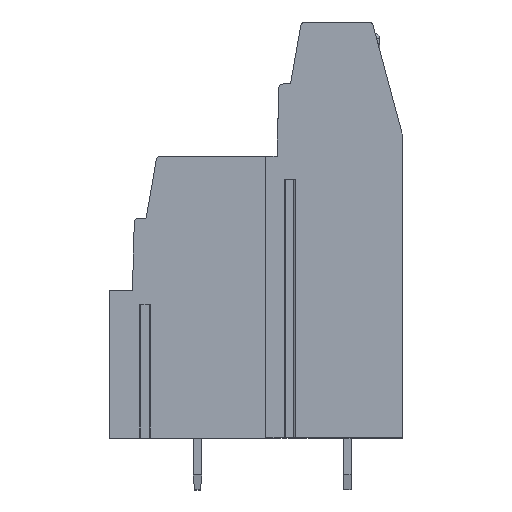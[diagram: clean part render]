
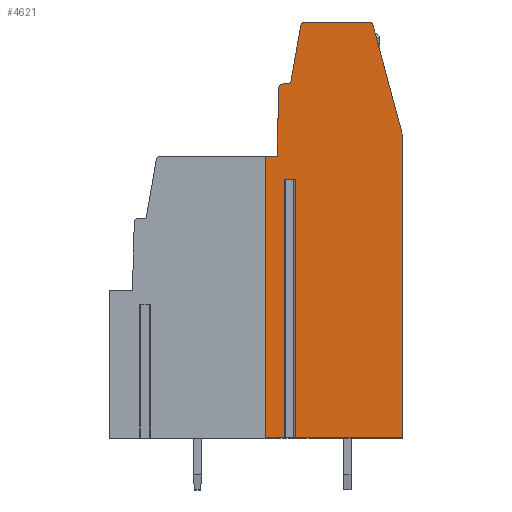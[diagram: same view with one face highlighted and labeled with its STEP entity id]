
A CAD part, top view. The second image highlights one B-rep face of the part: STEP entity #4621.
In plain terms, the highlighted planar face has unit normal (0, 0, 1).
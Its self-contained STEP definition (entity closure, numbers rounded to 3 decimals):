
#40=DIRECTION('',(-1.,0.,0.));
#41=VECTOR('',#40,0.743);
#42=CARTESIAN_POINT('',(1.908,2.65,12.7));
#43=LINE('',#42,#41);
#44=DIRECTION('',(0.,-1.,0.));
#45=VECTOR('',#44,17.55);
#46=CARTESIAN_POINT('',(1.165,2.65,12.7));
#47=LINE('',#46,#45);
#48=DIRECTION('',(1.,0.,0.));
#49=VECTOR('',#48,1.228);
#50=CARTESIAN_POINT('',(-0.063,-14.9,12.7));
#51=LINE('',#50,#49);
#52=DIRECTION('',(-1.,0.,0.));
#53=VECTOR('',#52,0.75);
#54=CARTESIAN_POINT('',(0.687,4.2,12.7));
#55=LINE('',#54,#53);
#56=DIRECTION('',(-0.026,-1.,0.));
#57=VECTOR('',#56,4.609);
#58=CARTESIAN_POINT('',(0.808,8.808,12.7));
#59=LINE('',#58,#57);
#60=CARTESIAN_POINT('',(1.108,8.8,12.7));
#61=DIRECTION('',(0.,0.,1.));
#62=DIRECTION('',(0.,1.,0.));
#63=AXIS2_PLACEMENT_3D('',#60,#61,#62);
#65=DIRECTION('',(-1.,0.,0.));
#66=VECTOR('',#65,0.497);
#67=CARTESIAN_POINT('',(1.605,9.1,12.7));
#68=LINE('',#67,#66);
#69=DIRECTION('',(-0.174,-0.985,0.));
#70=VECTOR('',#69,4.013);
#71=CARTESIAN_POINT('',(2.301,13.052,12.7));
#72=LINE('',#71,#70);
#73=CARTESIAN_POINT('',(2.597,13.,12.7));
#74=DIRECTION('',(0.,0.,1.));
#75=DIRECTION('',(0.,1.,0.));
#76=AXIS2_PLACEMENT_3D('',#73,#74,#75);
#78=DIRECTION('',(-1.,0.,0.));
#79=VECTOR('',#78,4.31);
#80=CARTESIAN_POINT('',(6.907,13.3,12.7));
#81=LINE('',#80,#79);
#82=CARTESIAN_POINT('',(6.907,13.,12.7));
#83=DIRECTION('',(0.,0.,1.));
#84=DIRECTION('',(0.966,0.259,0.));
#85=AXIS2_PLACEMENT_3D('',#82,#83,#84);
#87=CARTESIAN_POINT('',(8.187,5.518,12.7));
#88=DIRECTION('',(0.,0.,1.));
#89=DIRECTION('',(1.,0.,0.));
#90=AXIS2_PLACEMENT_3D('',#87,#88,#89);
#92=DIRECTION('',(0.,1.,0.));
#93=VECTOR('',#92,20.418);
#94=CARTESIAN_POINT('',(9.187,-14.9,12.7));
#95=LINE('',#94,#93);
#96=DIRECTION('',(1.,0.,0.));
#97=VECTOR('',#96,7.279);
#98=CARTESIAN_POINT('',(1.908,-14.9,12.7));
#99=LINE('',#98,#97);
#100=DIRECTION('',(0.,-1.,0.));
#101=VECTOR('',#100,17.55);
#102=CARTESIAN_POINT('',(1.908,2.65,12.7));
#103=LINE('',#102,#101);
#619=DIRECTION('',(-0.259,0.966,0.));
#620=VECTOR('',#619,7.558);
#621=CARTESIAN_POINT('',(9.153,5.777,12.7));
#622=LINE('',#621,#620);
#1684=DIRECTION('',(0.,-1.,0.));
#1685=VECTOR('',#1684,19.1);
#1686=CARTESIAN_POINT('',(-0.063,4.2,12.7));
#1687=LINE('',#1686,#1685);
#3612=CARTESIAN_POINT('',(9.187,-14.9,12.7));
#3613=CARTESIAN_POINT('',(9.187,5.518,12.7));
#3614=VERTEX_POINT('',#3612);
#3615=VERTEX_POINT('',#3613);
#3616=CARTESIAN_POINT('',(9.153,5.777,12.7));
#3617=VERTEX_POINT('',#3616);
#3618=CARTESIAN_POINT('',(7.197,13.078,12.7));
#3619=CARTESIAN_POINT('',(6.907,13.3,12.7));
#3620=VERTEX_POINT('',#3618);
#3621=VERTEX_POINT('',#3619);
#3622=CARTESIAN_POINT('',(2.597,13.3,12.7));
#3623=VERTEX_POINT('',#3622);
#3624=CARTESIAN_POINT('',(2.301,13.052,12.7));
#3625=VERTEX_POINT('',#3624);
#3626=CARTESIAN_POINT('',(1.605,9.1,12.7));
#3627=VERTEX_POINT('',#3626);
#3628=CARTESIAN_POINT('',(1.108,9.1,12.7));
#3629=VERTEX_POINT('',#3628);
#3630=CARTESIAN_POINT('',(0.808,8.808,12.7));
#3631=VERTEX_POINT('',#3630);
#3632=CARTESIAN_POINT('',(0.687,4.2,12.7));
#3633=VERTEX_POINT('',#3632);
#3676=CARTESIAN_POINT('',(-0.063,-14.9,12.7));
#3678=VERTEX_POINT('',#3676);
#3684=CARTESIAN_POINT('',(-0.063,4.2,12.7));
#3685=VERTEX_POINT('',#3684);
#3760=CARTESIAN_POINT('',(1.908,2.65,12.7));
#3761=CARTESIAN_POINT('',(1.165,2.65,12.7));
#3762=VERTEX_POINT('',#3760);
#3763=VERTEX_POINT('',#3761);
#3764=CARTESIAN_POINT('',(1.908,-14.9,12.7));
#3765=VERTEX_POINT('',#3764);
#3766=CARTESIAN_POINT('',(1.165,-14.9,12.7));
#3767=VERTEX_POINT('',#3766);
#4580=CARTESIAN_POINT('',(0.,0.,12.7));
#4581=DIRECTION('',(0.,0.,1.));
#4582=DIRECTION('',(1.,0.,0.));
#4583=AXIS2_PLACEMENT_3D('',#4580,#4581,#4582);
#4584=PLANE('',#4583);
#4586=ORIENTED_EDGE('',*,*,#4585,.T.);
#4588=ORIENTED_EDGE('',*,*,#4587,.T.);
#4590=ORIENTED_EDGE('',*,*,#4589,.F.);
#4592=ORIENTED_EDGE('',*,*,#4591,.F.);
#4594=ORIENTED_EDGE('',*,*,#4593,.F.);
#4596=ORIENTED_EDGE('',*,*,#4595,.F.);
#4598=ORIENTED_EDGE('',*,*,#4597,.F.);
#4600=ORIENTED_EDGE('',*,*,#4599,.F.);
#4602=ORIENTED_EDGE('',*,*,#4601,.F.);
#4604=ORIENTED_EDGE('',*,*,#4603,.F.);
#4606=ORIENTED_EDGE('',*,*,#4605,.F.);
#4608=ORIENTED_EDGE('',*,*,#4607,.F.);
#4610=ORIENTED_EDGE('',*,*,#4609,.F.);
#4612=ORIENTED_EDGE('',*,*,#4611,.F.);
#4614=ORIENTED_EDGE('',*,*,#4613,.F.);
#4616=ORIENTED_EDGE('',*,*,#4615,.F.);
#4618=ORIENTED_EDGE('',*,*,#4617,.F.);
#4619=EDGE_LOOP('',(#4586,#4588,#4590,#4592,#4594,#4596,#4598,#4600,#4602,#4604,
#4606,#4608,#4610,#4612,#4614,#4616,#4618));
#4620=FACE_OUTER_BOUND('',#4619,.F.);
#64=CIRCLE('',#63,0.3);
#77=CIRCLE('',#76,0.3);
#86=CIRCLE('',#85,0.3);
#91=CIRCLE('',#90,1.);
#4585=EDGE_CURVE('',#3762,#3763,#43,.T.);
#4587=EDGE_CURVE('',#3763,#3767,#47,.T.);
#4589=EDGE_CURVE('',#3678,#3767,#51,.T.);
#4591=EDGE_CURVE('',#3685,#3678,#1687,.T.);
#4593=EDGE_CURVE('',#3633,#3685,#55,.T.);
#4595=EDGE_CURVE('',#3631,#3633,#59,.T.);
#4597=EDGE_CURVE('',#3629,#3631,#64,.T.);
#4599=EDGE_CURVE('',#3627,#3629,#68,.T.);
#4601=EDGE_CURVE('',#3625,#3627,#72,.T.);
#4603=EDGE_CURVE('',#3623,#3625,#77,.T.);
#4605=EDGE_CURVE('',#3621,#3623,#81,.T.);
#4607=EDGE_CURVE('',#3620,#3621,#86,.T.);
#4609=EDGE_CURVE('',#3617,#3620,#622,.T.);
#4611=EDGE_CURVE('',#3615,#3617,#91,.T.);
#4613=EDGE_CURVE('',#3614,#3615,#95,.T.);
#4615=EDGE_CURVE('',#3765,#3614,#99,.T.);
#4617=EDGE_CURVE('',#3762,#3765,#103,.T.);
#4621=ADVANCED_FACE('',(#4620),#4584,.T.);
